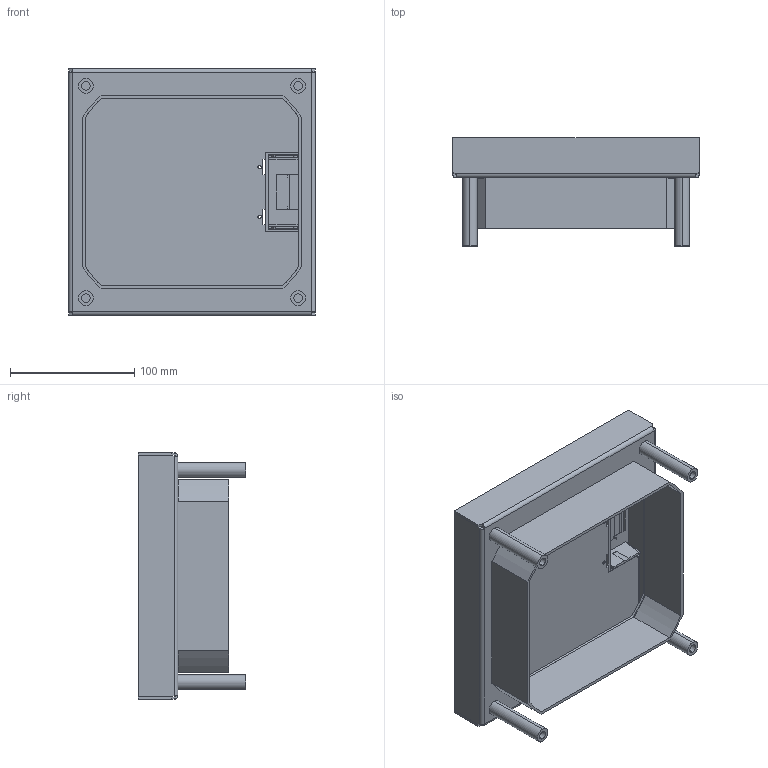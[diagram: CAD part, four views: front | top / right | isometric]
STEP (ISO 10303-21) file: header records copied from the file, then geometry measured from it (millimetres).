
FILE_DESCRIPTION((''),'2;1');
FILE_NAME('ASM0002_ASM','2024-02-28T15:32:28',('goergem'),(''),'CREO PARAMETRIC BY PTC INC, 2022281','CREO PARAMETRIC BY PTC INC, 2022281','');
FILE_SCHEMA(('AUTOMOTIVE_DESIGN { 1 0 10303 214 1 1 1 1 }'));
Length unit declared in the file: millimetre
Products named in the file (12): T-00596GEN_1_1; T-00595_1_1_2; T-00805_ASM_1_1_ASM; U09001_1_1_2; T-00582_1_1; T-00592S_1_1; T-00591S_1_1; T-00724S_1_1; T-00780S_ASM_1_1_ASM; T-00856_ASM_1_1_ASM; T-00927_ASM_1_1_ASM; ASM0002_ASM
Assembly tree (14 placements, depth 5):
  ASM0002_ASM
    T-00927_ASM_1_1_ASM
      T-00805_ASM_1_1_ASM
        T-00596GEN_1_1
        T-00595_1_1_2
      U09001_1_1_2  x4
      T-00856_ASM_1_1_ASM
        T-00582_1_1
        T-00780S_ASM_1_1_ASM
          T-00592S_1_1
          T-00591S_1_1
          T-00724S_1_1
Bounding box: 199 x 87 x 199 mm (x, y, z)
Volume: 251406.7 mm3; surface area: 250768.2 mm2
Topology: 10 solids, 10 shells, 306 faces, 735 edges, 460 vertices
Faces by surface type: plane 229, cylinder 67, cone 10
Entity records: 11602 total; most frequent: CARTESIAN_POINT 1578, DIRECTION 1563, ORIENTED_EDGE 1326, EDGE_CURVE 663, VECTOR 543, LINE 543, AXIS2_PLACEMENT_3D 494, PRESENTATION_STYLE_ASSIGNMENT 412
